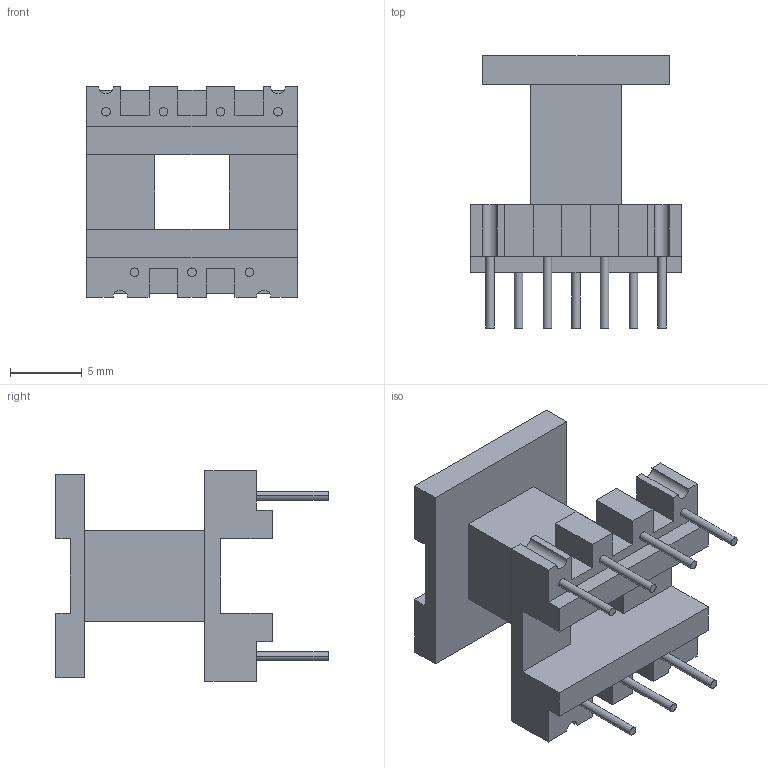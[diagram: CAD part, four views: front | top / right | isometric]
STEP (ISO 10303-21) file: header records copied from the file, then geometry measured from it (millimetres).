
FILE_DESCRIPTION (( 'STEP AP214' ), '1' );
FILE_NAME ('EE19-vertical-4+3-pins-coil-former.STEP', '2017-01-16T14:16:06', ( '砐錪賧瘔蠈錪 Windows' ), ( '' ), 'SwSTEP 2.0', 'SolidWorks 2016', '' );
FILE_SCHEMA (( 'AUTOMOTIVE_DESIGN' ));
Length unit declared in the file: millimetre
Products named in the file (1): EE19-vertical-4+3-pins-coil-former
Bounding box: 14.7 x 19 x 14.7 mm (x, y, z)
Volume: 945.5 mm3; surface area: 1658.9 mm2
Topology: 1 solids, 1 shells, 79 faces, 210 edges, 140 vertices
Faces by surface type: plane 61, cylinder 18
Entity records: 2709 total; most frequent: CARTESIAN_POINT 430, ORIENTED_EDGE 420, DIRECTION 406, EDGE_CURVE 210, VECTOR 174, LINE 174, VERTEX_POINT 140, AXIS2_PLACEMENT_3D 116
